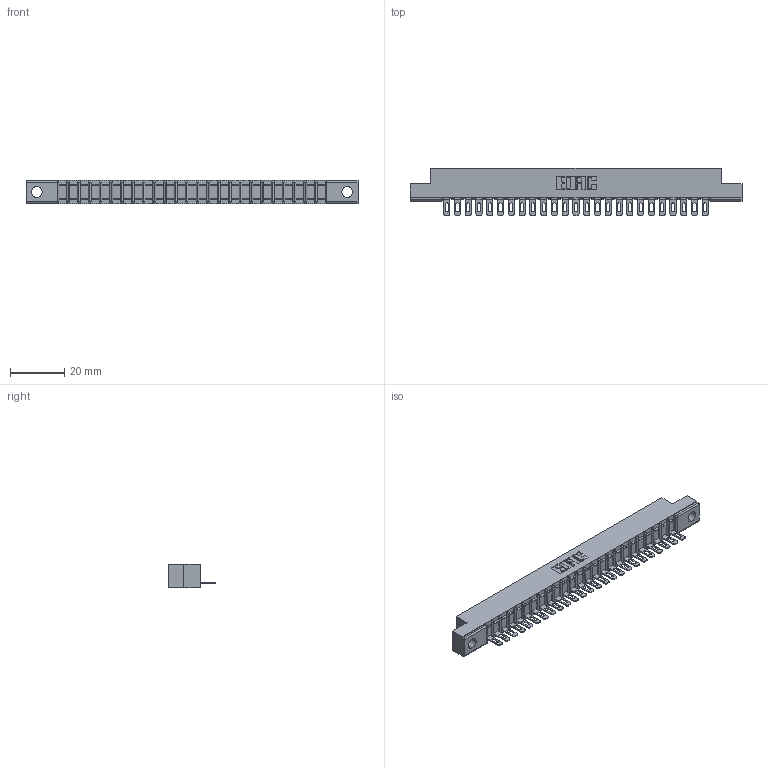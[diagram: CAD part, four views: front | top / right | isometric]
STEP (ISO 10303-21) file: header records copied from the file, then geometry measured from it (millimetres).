
FILE_DESCRIPTION (( 'STEP AP203' ), '1' );
FILE_NAME ('357-025-401-102.STEP', '2020-10-01T15:18:21', ( '' ), ( '' ), 'SwSTEP 2.0', 'SolidWorks 2020', '' );
FILE_SCHEMA (( 'CONFIG_CONTROL_DESIGN' ));
Length unit declared in the file: inch
Products named in the file (3): 307-290-002_501; 357-025-401-102; 307 Part_.128 Dia Mounting Holes
Assembly tree (26 placements, depth 2):
  357-025-401-102
    307 Part_.128 Dia Mounting Holes
    307-290-002_501  x25
Bounding box: 122.07 x 17.42 x 8.71 mm (x, y, z)
Volume: 7994.5 mm3; surface area: 14723.9 mm2
Topology: 26 solids, 26 shells, 2044 faces, 6273 edges, 4110 vertices
Faces by surface type: plane 1170, cylinder 822, sphere 52
Entity records: 24324 total; most frequent: CARTESIAN_POINT 4100, ORIENTED_EDGE 4090, DIRECTION 3995, EDGE_CURVE 2045, LINE 1553, VECTOR 1553, VERTEX_POINT 1326, AXIS2_PLACEMENT_3D 1221
